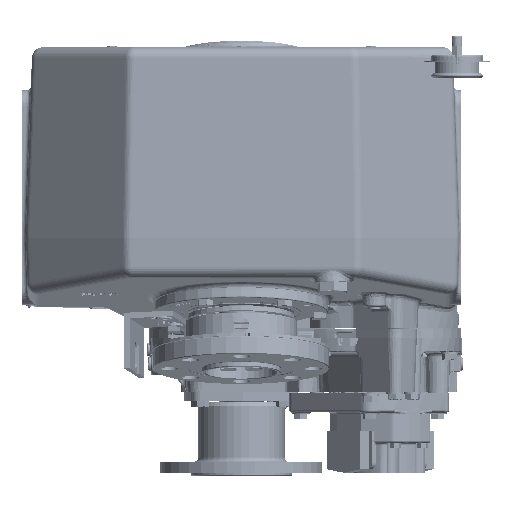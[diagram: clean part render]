
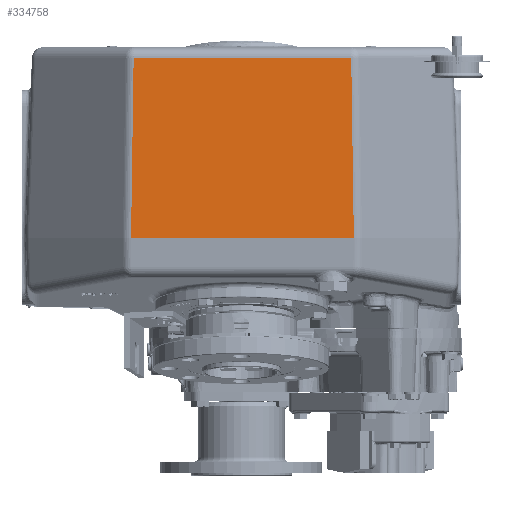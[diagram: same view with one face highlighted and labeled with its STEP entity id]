
A CAD part, front view. The second image highlights one B-rep face of the part: STEP entity #334758.
In plain terms, the highlighted planar face has unit normal (0, -0.999, 0.035).
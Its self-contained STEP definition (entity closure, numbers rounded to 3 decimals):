
#39746 = CARTESIAN_POINT ( 'NONE',  ( -156.167, -411.285, -4.442 ) ) ;
#39748 = DIRECTION ( 'NONE',  ( -1., 0., 0. ) ) ;
#43555 = VERTEX_POINT ( 'NONE', #86853 ) ;
#43597 = VERTEX_POINT ( 'NONE', #86854 ) ;
#60916 = VERTEX_POINT ( 'NONE', #295725 ) ;
#86853 = CARTESIAN_POINT ( 'NONE',  ( 152.767, -411.285, -4.442 ) ) ;
#86854 = CARTESIAN_POINT ( 'NONE',  ( -149.767, -411.285, -4.442 ) ) ;
#100809 = ORIENTED_EDGE ( 'NONE', *, *, #313401, .T. ) ;
#101210 = ORIENTED_EDGE ( 'NONE', *, *, #313939, .T. ) ;
#101829 = ORIENTED_EDGE ( 'NONE', *, *, #314182, .T. ) ;
#119960 = LINE ( 'NONE', #39746, #119961 ) ;
#119961 = VECTOR ( 'NONE', #39748, 1000. ) ;
#136465 = EDGE_CURVE ( 'NONE', #60916, #172951, #160254, .T. ) ;
#144133 = FACE_OUTER_BOUND ( 'NONE', #164944, .T. ) ;
#144920 = CARTESIAN_POINT ( 'NONE',  ( 0., -420., -254. ) ) ;
#144943 = PLANE ( 'NONE',  #322823 ) ;
#144973 = DIRECTION ( 'NONE',  ( 0., -0.999, 0.035 ) ) ;
#144976 = DIRECTION ( 'NONE',  ( 0., -0.035, -0.999 ) ) ;
#154075 = ORIENTED_EDGE ( 'NONE', *, *, #136465, .F. ) ;
#160214 = VECTOR ( 'NONE', #306429, 1000. ) ;
#160254 = LINE ( 'NONE', #308406, #160214 ) ;
#164944 = EDGE_LOOP ( 'NONE', ( #100809, #154075, #101210, #101829 ) ) ;
#172951 = VERTEX_POINT ( 'NONE', #247214 ) ;
#227230 = CARTESIAN_POINT ( 'NONE',  ( 156.344, -419.921, -251.741 ) ) ;
#227233 = DIRECTION ( 'NONE',  ( -0.014, 0.035, 0.999 ) ) ;
#247214 = CARTESIAN_POINT ( 'NONE',  ( -153.377, -420., -254. ) ) ;
#270807 = CARTESIAN_POINT ( 'NONE',  ( -153.345, -419.923, -251.785 ) ) ;
#270808 = DIRECTION ( 'NONE',  ( -0.014, -0.035, -0.999 ) ) ;
#295725 = CARTESIAN_POINT ( 'NONE',  ( 156.377, -420., -254. ) ) ;
#306429 = DIRECTION ( 'NONE',  ( -1., 0., 0. ) ) ;
#306958 = LINE ( 'NONE', #270807, #306962 ) ;
#306962 = VECTOR ( 'NONE', #270808, 1000. ) ;
#308158 = VECTOR ( 'NONE', #227233, 1000. ) ;
#308188 = LINE ( 'NONE', #227230, #308158 ) ;
#308406 = CARTESIAN_POINT ( 'NONE',  ( 0., -420., -254. ) ) ;
#313401 = EDGE_CURVE ( 'NONE', #43597, #172951, #306958, .T. ) ;
#313939 = EDGE_CURVE ( 'NONE', #60916, #43555, #308188, .T. ) ;
#314182 = EDGE_CURVE ( 'NONE', #43555, #43597, #119960, .T. ) ;
#322823 = AXIS2_PLACEMENT_3D ( 'NONE', #144920, #144973, #144976 ) ;
#334758 = ADVANCED_FACE ( 'NONE', ( #144133 ), #144943, .T. ) ;
